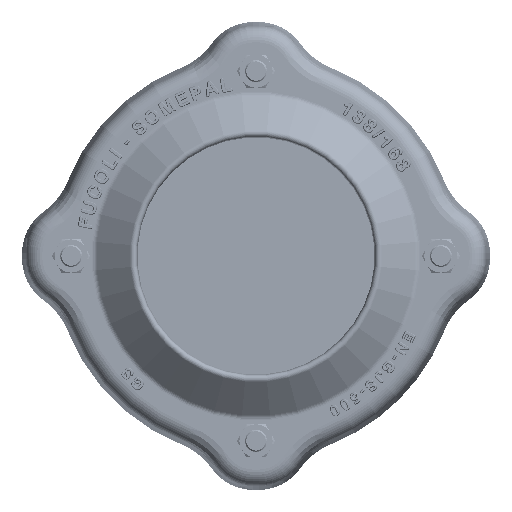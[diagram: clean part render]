
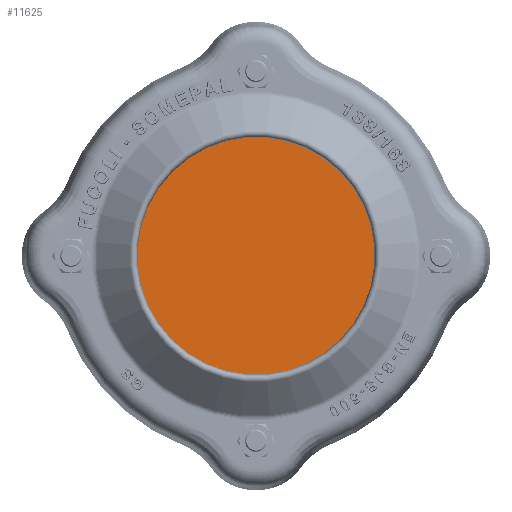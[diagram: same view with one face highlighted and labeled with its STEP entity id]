
A CAD part, left-side view. The second image highlights one B-rep face of the part: STEP entity #11625.
In plain terms, the highlighted planar face has unit normal (-1, 0, 0).
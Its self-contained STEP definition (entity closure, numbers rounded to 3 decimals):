
#11625 = ADVANCED_FACE ( 'NONE', ( #250052 ), #366952, .F. ) ;
#22031 = CIRCLE ( 'NONE', #292217, 86. ) ;
#23820 = CARTESIAN_POINT ( 'NONE',  ( -141.796, -60.811, -60.811 ) ) ;
#45075 = CARTESIAN_POINT ( 'NONE',  ( -141.796, 60.811, 60.811 ) ) ;
#47908 = CARTESIAN_POINT ( 'NONE',  ( -141.796, 0., 0. ) ) ;
#52952 = DIRECTION ( 'NONE',  ( -1., 0., 0. ) ) ;
#77099 = DIRECTION ( 'NONE',  ( 0., 0., -1. ) ) ;
#107085 = DIRECTION ( 'NONE',  ( 1., 0., 0. ) ) ;
#118571 = DIRECTION ( 'NONE',  ( -1., 0., 0. ) ) ;
#127033 = EDGE_CURVE ( 'NONE', #268650, #188026, #22031, .T. ) ;
#152954 = CIRCLE ( 'NONE', #279994, 86. ) ;
#165793 = ORIENTED_EDGE ( 'NONE', *, *, #374922, .T. ) ;
#188026 = VERTEX_POINT ( 'NONE', #23820 ) ;
#193748 = CARTESIAN_POINT ( 'NONE',  ( -141.796, 0., 0. ) ) ;
#199655 = ORIENTED_EDGE ( 'NONE', *, *, #127033, .T. ) ;
#212516 = AXIS2_PLACEMENT_3D ( 'NONE', #193748, #107085, #247225 ) ;
#247225 = DIRECTION ( 'NONE',  ( 0., 0., -1. ) ) ;
#250052 = FACE_OUTER_BOUND ( 'NONE', #334016, .T. ) ;
#263728 = CARTESIAN_POINT ( 'NONE',  ( -141.796, 0., 0. ) ) ;
#268650 = VERTEX_POINT ( 'NONE', #45075 ) ;
#279994 = AXIS2_PLACEMENT_3D ( 'NONE', #263728, #118571, #377193 ) ;
#292217 = AXIS2_PLACEMENT_3D ( 'NONE', #47908, #52952, #77099 ) ;
#334016 = EDGE_LOOP ( 'NONE', ( #165793, #199655 ) ) ;
#366952 = PLANE ( 'NONE',  #212516 ) ;
#374922 = EDGE_CURVE ( 'NONE', #188026, #268650, #152954, .T. ) ;
#377193 = DIRECTION ( 'NONE',  ( 0., 0., -1. ) ) ;
